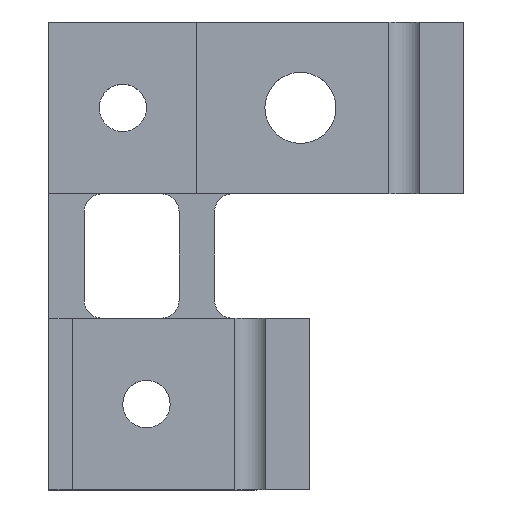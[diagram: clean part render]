
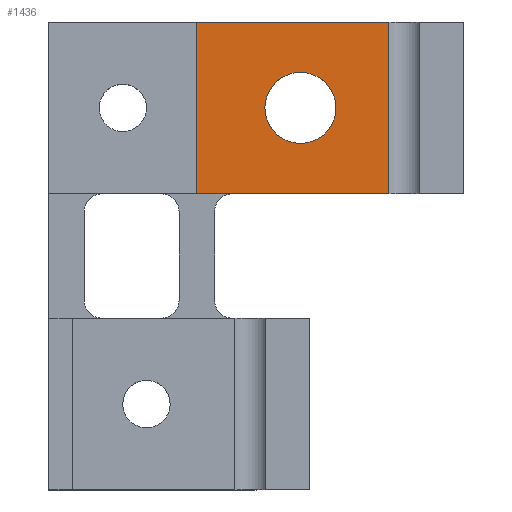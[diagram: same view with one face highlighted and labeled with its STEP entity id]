
A CAD part, top view. The second image highlights one B-rep face of the part: STEP entity #1436.
In plain terms, the highlighted planar face has unit normal (0, 0, 1).
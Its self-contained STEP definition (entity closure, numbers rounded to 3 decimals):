
#123 = PLANE('',#124);
#124 = AXIS2_PLACEMENT_3D('',#125,#126,#127);
#125 = CARTESIAN_POINT('',(3.456,1.05,-0.68));
#126 = DIRECTION('',(0.,-1.,0.));
#127 = DIRECTION('',(0.,0.,-1.));
#262 = PLANE('',#263);
#263 = AXIS2_PLACEMENT_3D('',#264,#265,#266);
#264 = CARTESIAN_POINT('',(3.456,3.95,-0.68));
#265 = DIRECTION('',(0.,-1.,0.));
#266 = DIRECTION('',(0.,0.,-1.));
#364 = CYLINDRICAL_SURFACE('',#365,0.6);
#365 = AXIS2_PLACEMENT_3D('',#366,#367,#368);
#366 = CARTESIAN_POINT('',(4.25,2.5,-1.25));
#367 = DIRECTION('',(0.,0.,-1.));
#368 = DIRECTION('',(-1.,0.,0.));
#598 = VERTEX_POINT('',#599);
#599 = CARTESIAN_POINT('',(5.744,3.95,-0.2));
#618 = CYLINDRICAL_SURFACE('',#619,0.325);
#619 = AXIS2_PLACEMENT_3D('',#620,#621,#622);
#620 = CARTESIAN_POINT('',(6.,1.05,0.));
#621 = DIRECTION('',(0.,-1.,0.));
#622 = DIRECTION('',(1.,0.,0.));
#629 = EDGE_CURVE('',#598,#630,#632,.T.);
#630 = VERTEX_POINT('',#631);
#631 = CARTESIAN_POINT('',(2.5,3.95,-0.2));
#632 = SURFACE_CURVE('',#633,(#637,#644),.PCURVE_S1.);
#633 = LINE('',#634,#635);
#634 = CARTESIAN_POINT('',(5.744,3.95,-0.2));
#635 = VECTOR('',#636,1.);
#636 = DIRECTION('',(-1.,0.,0.));
#637 = PCURVE('',#262,#638);
#638 = DEFINITIONAL_REPRESENTATION('',(#639),#643);
#639 = LINE('',#640,#641);
#640 = CARTESIAN_POINT('',(-0.48,2.288));
#641 = VECTOR('',#642,1.);
#642 = DIRECTION('',(0.,-1.));
#643 = ( GEOMETRIC_REPRESENTATION_CONTEXT(2) 
PARAMETRIC_REPRESENTATION_CONTEXT() REPRESENTATION_CONTEXT('2D SPACE',''
  ) );
#644 = PCURVE('',#645,#650);
#645 = PLANE('',#646);
#646 = AXIS2_PLACEMENT_3D('',#647,#648,#649);
#647 = CARTESIAN_POINT('',(5.744,1.05,-0.2));
#648 = DIRECTION('',(0.,0.,1.));
#649 = DIRECTION('',(-1.,0.,-0.));
#650 = DEFINITIONAL_REPRESENTATION('',(#651),#655);
#651 = LINE('',#652,#653);
#652 = CARTESIAN_POINT('',(0.,-2.9));
#653 = VECTOR('',#654,1.);
#654 = DIRECTION('',(1.,0.));
#655 = ( GEOMETRIC_REPRESENTATION_CONTEXT(2) 
PARAMETRIC_REPRESENTATION_CONTEXT() REPRESENTATION_CONTEXT('2D SPACE',''
  ) );
#671 = PLANE('',#672);
#672 = AXIS2_PLACEMENT_3D('',#673,#674,#675);
#673 = CARTESIAN_POINT('',(2.5,1.05,-0.2));
#674 = DIRECTION('',(1.,0.,0.));
#675 = DIRECTION('',(0.,0.,1.));
#962 = VERTEX_POINT('',#963);
#963 = CARTESIAN_POINT('',(2.5,1.05,-0.2));
#1204 = VERTEX_POINT('',#1205);
#1205 = CARTESIAN_POINT('',(5.744,1.05,-0.2));
#1230 = EDGE_CURVE('',#1204,#962,#1231,.T.);
#1231 = SURFACE_CURVE('',#1232,(#1236,#1243),.PCURVE_S1.);
#1232 = LINE('',#1233,#1234);
#1233 = CARTESIAN_POINT('',(5.744,1.05,-0.2));
#1234 = VECTOR('',#1235,1.);
#1235 = DIRECTION('',(-1.,0.,0.));
#1236 = PCURVE('',#123,#1237);
#1237 = DEFINITIONAL_REPRESENTATION('',(#1238),#1242);
#1238 = LINE('',#1239,#1240);
#1239 = CARTESIAN_POINT('',(-0.48,2.288));
#1240 = VECTOR('',#1241,1.);
#1241 = DIRECTION('',(0.,-1.));
#1242 = ( GEOMETRIC_REPRESENTATION_CONTEXT(2) 
PARAMETRIC_REPRESENTATION_CONTEXT() REPRESENTATION_CONTEXT('2D SPACE',''
  ) );
#1243 = PCURVE('',#645,#1244);
#1244 = DEFINITIONAL_REPRESENTATION('',(#1245),#1249);
#1245 = LINE('',#1246,#1247);
#1246 = CARTESIAN_POINT('',(0.,0.));
#1247 = VECTOR('',#1248,1.);
#1248 = DIRECTION('',(1.,0.));
#1249 = ( GEOMETRIC_REPRESENTATION_CONTEXT(2) 
PARAMETRIC_REPRESENTATION_CONTEXT() REPRESENTATION_CONTEXT('2D SPACE',''
  ) );
#1306 = VERTEX_POINT('',#1307);
#1307 = CARTESIAN_POINT('',(3.65,2.5,-0.2));
#1328 = EDGE_CURVE('',#1306,#1306,#1329,.T.);
#1329 = SURFACE_CURVE('',#1330,(#1335,#1341),.PCURVE_S1.);
#1330 = CIRCLE('',#1331,0.6);
#1331 = AXIS2_PLACEMENT_3D('',#1332,#1333,#1334);
#1332 = CARTESIAN_POINT('',(4.25,2.5,-0.2));
#1333 = DIRECTION('',(-0.,0.,-1.));
#1334 = DIRECTION('',(-1.,0.,0.));
#1335 = PCURVE('',#364,#1336);
#1336 = DEFINITIONAL_REPRESENTATION('',(#1337),#1340);
#1337 = B_SPLINE_CURVE_WITH_KNOTS('',1,(#1338,#1339),.UNSPECIFIED.,.F.,
  .F.,(2,2),(0.,6.283),.PIECEWISE_BEZIER_KNOTS.);
#1338 = CARTESIAN_POINT('',(0.,-1.05));
#1339 = CARTESIAN_POINT('',(6.283,-1.05));
#1340 = ( GEOMETRIC_REPRESENTATION_CONTEXT(2) 
PARAMETRIC_REPRESENTATION_CONTEXT() REPRESENTATION_CONTEXT('2D SPACE',''
  ) );
#1341 = PCURVE('',#645,#1342);
#1342 = DEFINITIONAL_REPRESENTATION('',(#1343),#1351);
#1343 = ( BOUNDED_CURVE() B_SPLINE_CURVE(2,(#1344,#1345,#1346,#1347,
#1348,#1349,#1350),.UNSPECIFIED.,.T.,.F.) B_SPLINE_CURVE_WITH_KNOTS((1,2
    ,2,2,2,1),(-2.094,0.,2.094,4.189,
6.283,8.378),.UNSPECIFIED.) CURVE() 
GEOMETRIC_REPRESENTATION_ITEM() RATIONAL_B_SPLINE_CURVE((1.,0.5,1.,0.5,
1.,0.5,1.)) REPRESENTATION_ITEM('') );
#1344 = CARTESIAN_POINT('',(2.094,-1.45));
#1345 = CARTESIAN_POINT('',(2.094,-2.489));
#1346 = CARTESIAN_POINT('',(1.194,-1.97));
#1347 = CARTESIAN_POINT('',(0.294,-1.45));
#1348 = CARTESIAN_POINT('',(1.194,-0.93));
#1349 = CARTESIAN_POINT('',(2.094,-0.411));
#1350 = CARTESIAN_POINT('',(2.094,-1.45));
#1351 = ( GEOMETRIC_REPRESENTATION_CONTEXT(2) 
PARAMETRIC_REPRESENTATION_CONTEXT() REPRESENTATION_CONTEXT('2D SPACE',''
  ) );
#1413 = EDGE_CURVE('',#962,#630,#1414,.T.);
#1414 = SURFACE_CURVE('',#1415,(#1419,#1426),.PCURVE_S1.);
#1415 = LINE('',#1416,#1417);
#1416 = CARTESIAN_POINT('',(2.5,1.05,-0.2));
#1417 = VECTOR('',#1418,1.);
#1418 = DIRECTION('',(0.,1.,0.));
#1419 = PCURVE('',#671,#1420);
#1420 = DEFINITIONAL_REPRESENTATION('',(#1421),#1425);
#1421 = LINE('',#1422,#1423);
#1422 = CARTESIAN_POINT('',(0.,0.));
#1423 = VECTOR('',#1424,1.);
#1424 = DIRECTION('',(0.,-1.));
#1425 = ( GEOMETRIC_REPRESENTATION_CONTEXT(2) 
PARAMETRIC_REPRESENTATION_CONTEXT() REPRESENTATION_CONTEXT('2D SPACE',''
  ) );
#1426 = PCURVE('',#645,#1427);
#1427 = DEFINITIONAL_REPRESENTATION('',(#1428),#1432);
#1428 = LINE('',#1429,#1430);
#1429 = CARTESIAN_POINT('',(3.244,0.));
#1430 = VECTOR('',#1431,1.);
#1431 = DIRECTION('',(0.,-1.));
#1432 = ( GEOMETRIC_REPRESENTATION_CONTEXT(2) 
PARAMETRIC_REPRESENTATION_CONTEXT() REPRESENTATION_CONTEXT('2D SPACE',''
  ) );
#1436 = ADVANCED_FACE('',(#1437,#1462),#645,.T.);
#1437 = FACE_BOUND('',#1438,.T.);
#1438 = EDGE_LOOP('',(#1439,#1459,#1460,#1461));
#1439 = ORIENTED_EDGE('',*,*,#1440,.T.);
#1440 = EDGE_CURVE('',#1204,#598,#1441,.T.);
#1441 = SURFACE_CURVE('',#1442,(#1446,#1453),.PCURVE_S1.);
#1442 = LINE('',#1443,#1444);
#1443 = CARTESIAN_POINT('',(5.744,1.05,-0.2));
#1444 = VECTOR('',#1445,1.);
#1445 = DIRECTION('',(0.,1.,0.));
#1446 = PCURVE('',#645,#1447);
#1447 = DEFINITIONAL_REPRESENTATION('',(#1448),#1452);
#1448 = LINE('',#1449,#1450);
#1449 = CARTESIAN_POINT('',(0.,0.));
#1450 = VECTOR('',#1451,1.);
#1451 = DIRECTION('',(0.,-1.));
#1452 = ( GEOMETRIC_REPRESENTATION_CONTEXT(2) 
PARAMETRIC_REPRESENTATION_CONTEXT() REPRESENTATION_CONTEXT('2D SPACE',''
  ) );
#1453 = PCURVE('',#618,#1454);
#1454 = DEFINITIONAL_REPRESENTATION('',(#1455),#1458);
#1455 = B_SPLINE_CURVE_WITH_KNOTS('',1,(#1456,#1457),.UNSPECIFIED.,.F.,
  .F.,(2,2),(0.,2.9),.PIECEWISE_BEZIER_KNOTS.);
#1456 = CARTESIAN_POINT('',(-2.479,0.));
#1457 = CARTESIAN_POINT('',(-2.479,-2.9));
#1458 = ( GEOMETRIC_REPRESENTATION_CONTEXT(2) 
PARAMETRIC_REPRESENTATION_CONTEXT() REPRESENTATION_CONTEXT('2D SPACE',''
  ) );
#1459 = ORIENTED_EDGE('',*,*,#629,.T.);
#1460 = ORIENTED_EDGE('',*,*,#1413,.F.);
#1461 = ORIENTED_EDGE('',*,*,#1230,.F.);
#1462 = FACE_BOUND('',#1463,.T.);
#1463 = EDGE_LOOP('',(#1464));
#1464 = ORIENTED_EDGE('',*,*,#1328,.T.);
